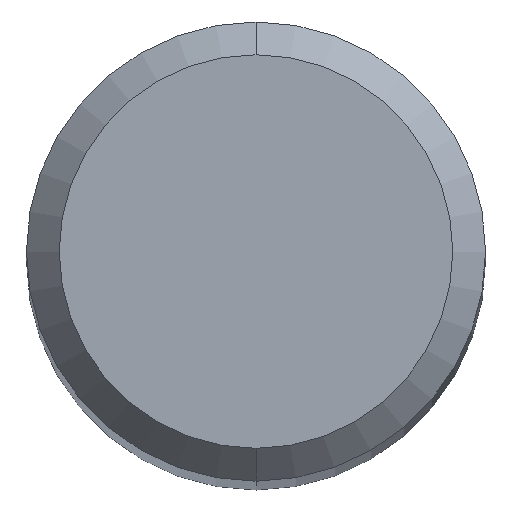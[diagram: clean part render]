
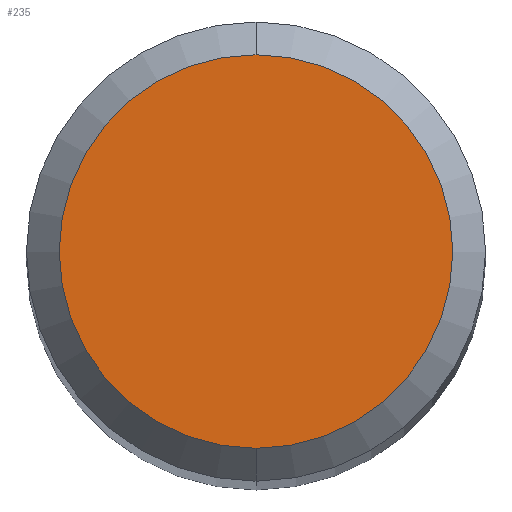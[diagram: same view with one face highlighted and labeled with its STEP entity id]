
A CAD part, top view. The second image highlights one B-rep face of the part: STEP entity #235.
In plain terms, the highlighted planar face has unit normal (0, 0, 1).
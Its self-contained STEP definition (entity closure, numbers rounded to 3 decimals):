
#191=EDGE_CURVE('',#231,#211,#435,.T.);
#211=VERTEX_POINT('',#457);
#231=VERTEX_POINT('',#478);
#235=ADVANCED_FACE('',(#482),#483,.T.);
#313=EDGE_CURVE('',#211,#231,#576,.T.);
#435=CIRCLE('',#708,1.2);
#457=CARTESIAN_POINT('',(0.,-1.2,0.0));
#478=CARTESIAN_POINT('',(0.0,1.2,0.0));
#482=FACE_OUTER_BOUND('',#771,.T.);
#483=PLANE('',#772);
#576=CIRCLE('',#888,1.2);
#708=AXIS2_PLACEMENT_3D('',#1029,#1030,#1031);
#771=EDGE_LOOP('',(#1075,#1076));
#772=AXIS2_PLACEMENT_3D('',#1077,#1078,#1079);
#888=AXIS2_PLACEMENT_3D('',#1216,#1217,#1218);
#1029=CARTESIAN_POINT('',(0.0,0.0,0.0));
#1030=DIRECTION('',(0.0,0.0,-1.0));
#1031=DIRECTION('',(0.0,1.0,0.0));
#1075=ORIENTED_EDGE('',*,*,#191,.F.);
#1076=ORIENTED_EDGE('',*,*,#313,.F.);
#1077=CARTESIAN_POINT('',(0.0,0.6,0.0));
#1078=DIRECTION('',(-0.0,0.0,1.0));
#1079=DIRECTION('',(0.0,-1.0,0.0));
#1216=CARTESIAN_POINT('',(0.0,0.0,0.0));
#1217=DIRECTION('',(0.0,0.0,-1.0));
#1218=DIRECTION('',(0.0,1.0,0.0));
